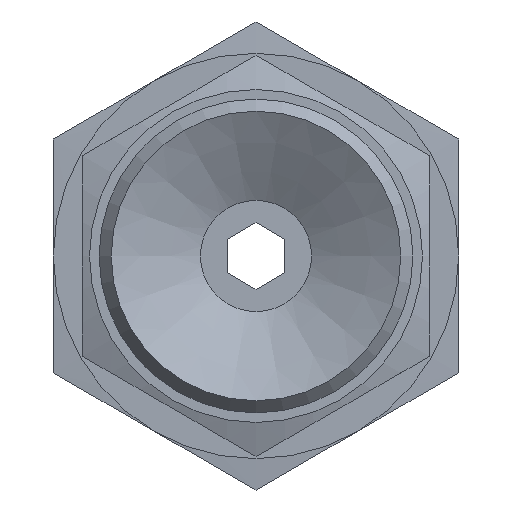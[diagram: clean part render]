
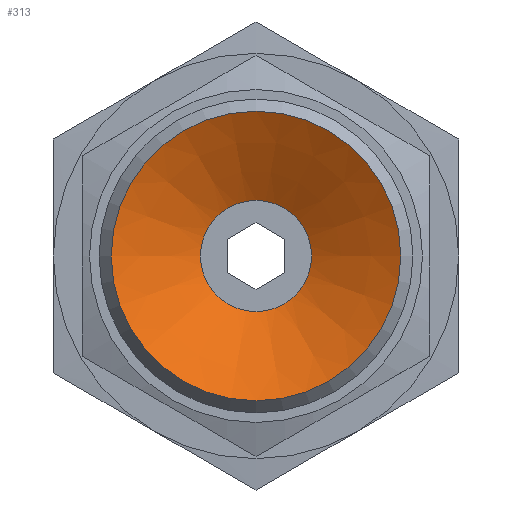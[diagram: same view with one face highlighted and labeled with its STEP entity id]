
A CAD part, front view. The second image highlights one B-rep face of the part: STEP entity #313.
In plain terms, the highlighted conical face has half-angle 60 degrees and reference radius 5 mm.
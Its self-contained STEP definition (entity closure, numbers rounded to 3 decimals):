
#313 = ADVANCED_FACE( '', ( #622, #623 ), #624, .F. );
#622 = FACE_BOUND( '', #906, .T. );
#623 = FACE_OUTER_BOUND( '', #907, .T. );
#624 = CONICAL_SURFACE( '', #908, 5., 1.047 );
#906 = EDGE_LOOP( '', ( #1439 ) );
#907 = EDGE_LOOP( '', ( #1440 ) );
#908 = AXIS2_PLACEMENT_3D( '', #1441, #1442, #1443 );
#1439 = ORIENTED_EDGE( '', *, *, #1596, .F. );
#1440 = ORIENTED_EDGE( '', *, *, #1525, .T. );
#1441 = CARTESIAN_POINT( '', ( 0., 0., 0. ) );
#1442 = DIRECTION( '', ( 0., -1., 0. ) );
#1443 = DIRECTION( '', ( 1., 0., 0. ) );
#1525 = EDGE_CURVE( '', #1761, #1761, #1762, .T. );
#1596 = EDGE_CURVE( '', #1867, #1867, #1868, .T. );
#1761 = VERTEX_POINT( '', #2121 );
#1762 = CIRCLE( '', #2122, 5. );
#1867 = VERTEX_POINT( '', #2298 );
#1868 = CIRCLE( '', #2299, 1.92 );
#2121 = CARTESIAN_POINT( '', ( 5., 0., 0. ) );
#2122 = AXIS2_PLACEMENT_3D( '', #2474, #2475, #2476 );
#2298 = CARTESIAN_POINT( '', ( 1.92, 1.778, 0. ) );
#2299 = AXIS2_PLACEMENT_3D( '', #2547, #2548, #2549 );
#2474 = CARTESIAN_POINT( '', ( 0., 0., 0. ) );
#2475 = DIRECTION( '', ( 0., -1., 0. ) );
#2476 = DIRECTION( '', ( 1., 0., 0. ) );
#2547 = CARTESIAN_POINT( '', ( 0., 1.778, 0. ) );
#2548 = DIRECTION( '', ( 0., -1., 0. ) );
#2549 = DIRECTION( '', ( 1., 0., 0. ) );
